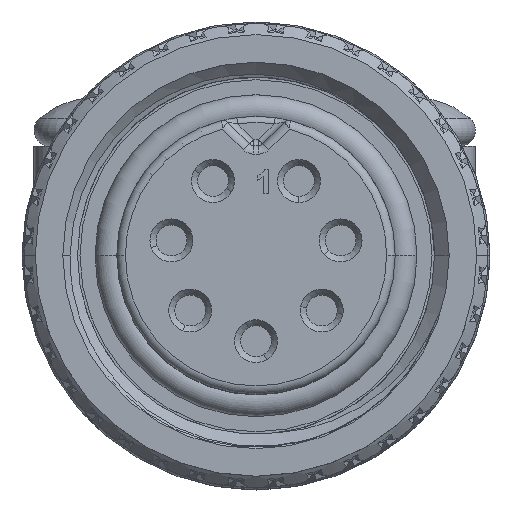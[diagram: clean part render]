
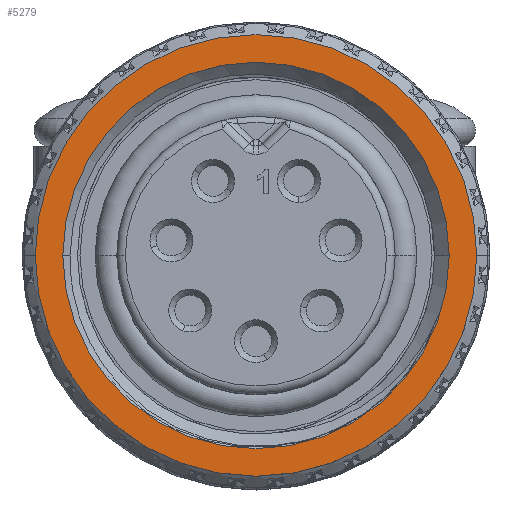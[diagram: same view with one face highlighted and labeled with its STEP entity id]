
A CAD part, top view. The second image highlights one B-rep face of the part: STEP entity #5279.
In plain terms, the highlighted planar face has unit normal (0, 0, 1).
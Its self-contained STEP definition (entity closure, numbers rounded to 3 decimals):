
#1542 = VERTEX_POINT ( 'NONE', #28922 ) ;
#1845 = EDGE_CURVE ( 'NONE', #1542, #92471, #34279, .T. ) ;
#3691 = DIRECTION ( 'NONE',  ( 0., 0., 1. ) ) ;
#4152 = CIRCLE ( 'NONE', #39368, 9.144 ) ;
#5279 = ADVANCED_FACE ( 'NONE', ( #74475, #16212 ), #33533, .T. ) ;
#7269 = EDGE_CURVE ( 'NONE', #92471, #1542, #4152, .T. ) ;
#16212 = FACE_BOUND ( 'NONE', #97235, .T. ) ;
#17193 = ORIENTED_EDGE ( 'NONE', *, *, #23662, .F. ) ;
#22698 = AXIS2_PLACEMENT_3D ( 'NONE', #84606, #3691, #28361 ) ;
#23662 = EDGE_CURVE ( 'NONE', #24630, #100885, #101597, .T. ) ;
#24319 = DIRECTION ( 'NONE',  ( -1., 0., 0. ) ) ;
#24630 = VERTEX_POINT ( 'NONE', #98738 ) ;
#28361 = DIRECTION ( 'NONE',  ( -1., 0., 0. ) ) ;
#28922 = CARTESIAN_POINT ( 'NONE',  ( -9.144, 0., -2.54 ) ) ;
#33533 = PLANE ( 'NONE',  #94705 ) ;
#34279 = CIRCLE ( 'NONE', #35929, 9.144 ) ;
#35929 = AXIS2_PLACEMENT_3D ( 'NONE', #79216, #86062, #94467 ) ;
#39096 = CARTESIAN_POINT ( 'NONE',  ( 0., 0., -2.54 ) ) ;
#39368 = AXIS2_PLACEMENT_3D ( 'NONE', #39096, #79520, #24319 ) ;
#40910 = CARTESIAN_POINT ( 'NONE',  ( 0., -8.001, -2.54 ) ) ;
#41382 = DIRECTION ( 'NONE',  ( 0., 0., 1. ) ) ;
#48288 = DIRECTION ( 'NONE',  ( -1., 0., 0. ) ) ;
#49749 = AXIS2_PLACEMENT_3D ( 'NONE', #80773, #41382, #89167 ) ;
#57789 = ORIENTED_EDGE ( 'NONE', *, *, #7269, .T. ) ;
#66081 = DIRECTION ( 'NONE',  ( 0., 0., 1. ) ) ;
#66506 = EDGE_CURVE ( 'NONE', #100885, #24630, #81580, .T. ) ;
#68903 = EDGE_LOOP ( 'NONE', ( #69506, #57789 ) ) ;
#69506 = ORIENTED_EDGE ( 'NONE', *, *, #1845, .T. ) ;
#74475 = FACE_OUTER_BOUND ( 'NONE', #68903, .T. ) ;
#79216 = CARTESIAN_POINT ( 'NONE',  ( 0., 0., -2.54 ) ) ;
#79520 = DIRECTION ( 'NONE',  ( 0., 0., 1. ) ) ;
#80773 = CARTESIAN_POINT ( 'NONE',  ( 0., 0., -2.54 ) ) ;
#81580 = CIRCLE ( 'NONE', #49749, 8.001 ) ;
#84606 = CARTESIAN_POINT ( 'NONE',  ( 0., 0., -2.54 ) ) ;
#86062 = DIRECTION ( 'NONE',  ( 0., 0., 1. ) ) ;
#86133 = CARTESIAN_POINT ( 'NONE',  ( 9.144, 0., -2.54 ) ) ;
#89167 = DIRECTION ( 'NONE',  ( -1., 0., 0. ) ) ;
#92471 = VERTEX_POINT ( 'NONE', #86133 ) ;
#94467 = DIRECTION ( 'NONE',  ( -1., 0., 0. ) ) ;
#94705 = AXIS2_PLACEMENT_3D ( 'NONE', #40910, #66081, #48288 ) ;
#95595 = CARTESIAN_POINT ( 'NONE',  ( 8.001, 0., -2.54 ) ) ;
#97235 = EDGE_LOOP ( 'NONE', ( #17193, #98170 ) ) ;
#98170 = ORIENTED_EDGE ( 'NONE', *, *, #66506, .F. ) ;
#98738 = CARTESIAN_POINT ( 'NONE',  ( -8.001, 0., -2.54 ) ) ;
#100885 = VERTEX_POINT ( 'NONE', #95595 ) ;
#101597 = CIRCLE ( 'NONE', #22698, 8.001 ) ;
